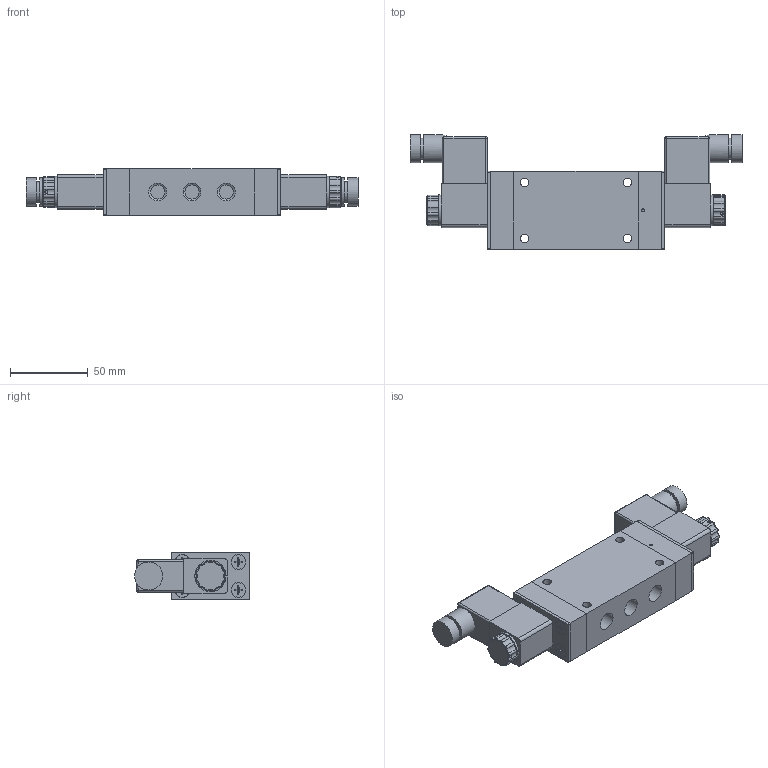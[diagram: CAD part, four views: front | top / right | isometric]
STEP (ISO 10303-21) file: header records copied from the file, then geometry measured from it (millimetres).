
FILE_DESCRIPTION(/* description */ (''),/* implementation_level */ '2;1');
FILE_NAME(/* name */ 'm_07520hn.stp',/* time_stamp */ '2016-09-07T16:11:21+02:00',/* author */ ('hamoud'),/* organization */ (''),/* preprocessor_version */ 'ST-DEVELOPER v15.6',/* originating_system */ 'Autodesk Inventor LT ',/* authorisation */ '');
FILE_SCHEMA (('AUTOMOTIVE_DESIGN { 1 0 10303 214 3 1 1 }'));
Length unit declared in the file: millimetre
Products named in the file (1): M-07-52(3)X-HN-1XX_160817
Bounding box: 213 x 73.65 x 30 mm (x, y, z)
Volume: 246697.5 mm3; surface area: 56320.9 mm2
Topology: 5 solids, 13 shells, 899 faces, 2212 edges, 1411 vertices
Faces by surface type: plane 403, cylinder 220, cone 135, torus 98, bspline 32, sphere 11
Full cylindrical faces by diameter (mm): 1 x2, 1.8 x4, 1.9 x3, 2 x4, 3 x2, 4.134 x8, 4.509 x4, 5.5 x8, 5.6 x2, 6.5 x8, 7 x2, 8 x2, 8.15 x2, 9.04 x4, 9.1 x2, 9.3 x8, 11.445 x5, 13.5 x2, 15 x2, 16.6 x2, 18 x4, 20 x2
Entity records: 29526 total; most frequent: CARTESIAN_POINT 9174, DIRECTION 4250, ORIENTED_EDGE 4082, EDGE_CURVE 2041, AXIS2_PLACEMENT_3D 1669, VERTEX_POINT 1373, EDGE_LOOP 1132, LINE 912
